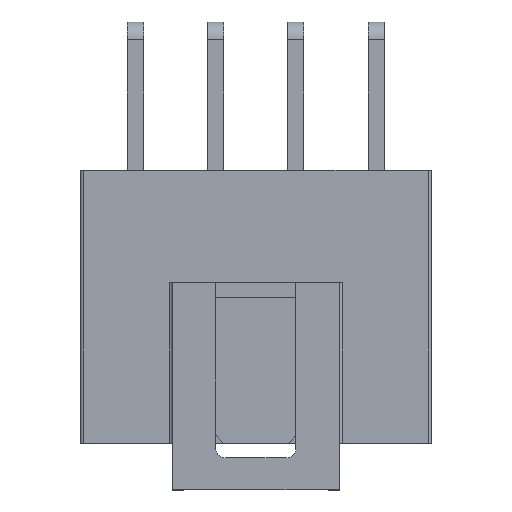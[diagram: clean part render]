
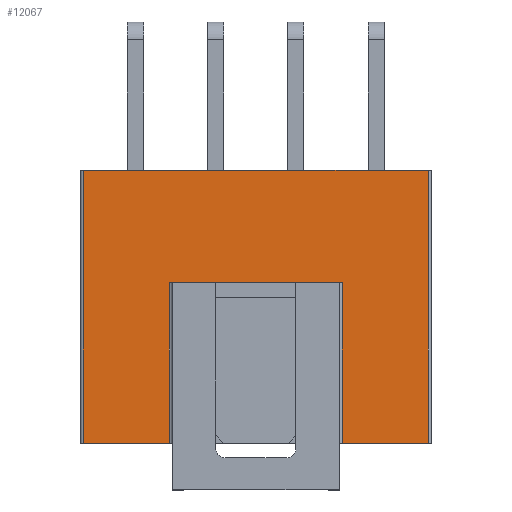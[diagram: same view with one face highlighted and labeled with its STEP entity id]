
A CAD part, top view. The second image highlights one B-rep face of the part: STEP entity #12067.
In plain terms, the highlighted planar face has unit normal (0, 0, 1).
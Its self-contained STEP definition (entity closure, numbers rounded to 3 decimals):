
#429 = VECTOR ( 'NONE', #21416, 1000. ) ;
#625 = ORIENTED_EDGE ( 'NONE', *, *, #17479, .T. ) ;
#704 = DIRECTION ( 'NONE',  ( 0., 1., 0. ) ) ;
#968 = CARTESIAN_POINT ( 'NONE',  ( -5.37, -4.25, 3.14 ) ) ;
#1072 = EDGE_CURVE ( 'NONE', #6891, #4859, #7586, .T. ) ;
#1106 = CARTESIAN_POINT ( 'NONE',  ( 2.7, 0.75, 3.14 ) ) ;
#1126 = CARTESIAN_POINT ( 'NONE',  ( 5.37, 4.25, 3.14 ) ) ;
#1585 = CARTESIAN_POINT ( 'NONE',  ( 2.7, -4.25, 3.14 ) ) ;
#1748 = CARTESIAN_POINT ( 'NONE',  ( -2.7, 0.75, 3.14 ) ) ;
#1765 = DIRECTION ( 'NONE',  ( 0., -1., 0. ) ) ;
#1835 = CARTESIAN_POINT ( 'NONE',  ( 2.6, 0.75, 3.14 ) ) ;
#3516 = ORIENTED_EDGE ( 'NONE', *, *, #16811, .T. ) ;
#3960 = VERTEX_POINT ( 'NONE', #10747 ) ;
#3962 = VERTEX_POINT ( 'NONE', #17657 ) ;
#4050 = EDGE_CURVE ( 'NONE', #5664, #10304, #9407, .T. ) ;
#4590 = FACE_OUTER_BOUND ( 'NONE', #12611, .T. ) ;
#4859 = VERTEX_POINT ( 'NONE', #16841 ) ;
#5433 = LINE ( 'NONE', #12347, #18350 ) ;
#5547 = VECTOR ( 'NONE', #1765, 1000. ) ;
#5655 = CARTESIAN_POINT ( 'NONE',  ( 5.37, 4.25, 3.14 ) ) ;
#5664 = VERTEX_POINT ( 'NONE', #8868 ) ;
#5950 = EDGE_CURVE ( 'NONE', #3962, #3960, #8387, .T. ) ;
#6891 = VERTEX_POINT ( 'NONE', #1126 ) ;
#7586 = LINE ( 'NONE', #14493, #429 ) ;
#8229 = CARTESIAN_POINT ( 'NONE',  ( 0., 0., 3.14 ) ) ;
#8387 = LINE ( 'NONE', #15288, #20677 ) ;
#8557 = DIRECTION ( 'NONE',  ( 0., -1., 0. ) ) ;
#8812 = DIRECTION ( 'NONE',  ( -1., 0., 0. ) ) ;
#8868 = CARTESIAN_POINT ( 'NONE',  ( -2.7, -4.25, 3.14 ) ) ;
#9407 = LINE ( 'NONE', #16279, #12977 ) ;
#9479 = EDGE_CURVE ( 'NONE', #12405, #10304, #17411, .T. ) ;
#10158 = VERTEX_POINT ( 'NONE', #968 ) ;
#10304 = VERTEX_POINT ( 'NONE', #1748 ) ;
#10437 = LINE ( 'NONE', #17347, #5547 ) ;
#10747 = CARTESIAN_POINT ( 'NONE',  ( 5.37, -4.25, 3.14 ) ) ;
#11063 = VECTOR ( 'NONE', #12574, 1000. ) ;
#11114 = EDGE_CURVE ( 'NONE', #3960, #6891, #21198, .T. ) ;
#11510 = PLANE ( 'NONE',  #22522 ) ;
#11844 = ORIENTED_EDGE ( 'NONE', *, *, #9479, .F. ) ;
#12067 = ADVANCED_FACE ( 'NONE', ( #4590 ), #11510, .F. ) ;
#12124 = ORIENTED_EDGE ( 'NONE', *, *, #4050, .T. ) ;
#12347 = CARTESIAN_POINT ( 'NONE',  ( -5.47, -4.25, 3.14 ) ) ;
#12405 = VERTEX_POINT ( 'NONE', #1106 ) ;
#12574 = DIRECTION ( 'NONE',  ( 0., 1., 0. ) ) ;
#12611 = EDGE_LOOP ( 'NONE', ( #11844, #625, #19958, #20069, #14507, #3516, #20925, #12124 ) ) ;
#12977 = VECTOR ( 'NONE', #704, 1000. ) ;
#14493 = CARTESIAN_POINT ( 'NONE',  ( -5.47, 4.25, 3.14 ) ) ;
#14507 = ORIENTED_EDGE ( 'NONE', *, *, #1072, .T. ) ;
#15141 = DIRECTION ( 'NONE',  ( 0., 0., -1. ) ) ;
#15288 = CARTESIAN_POINT ( 'NONE',  ( -5.47, -4.25, 3.14 ) ) ;
#15768 = VECTOR ( 'NONE', #8557, 1000. ) ;
#16279 = CARTESIAN_POINT ( 'NONE',  ( -2.7, 0., 3.14 ) ) ;
#16811 = EDGE_CURVE ( 'NONE', #4859, #10158, #10437, .T. ) ;
#16841 = CARTESIAN_POINT ( 'NONE',  ( -5.37, 4.25, 3.14 ) ) ;
#17167 = LINE ( 'NONE', #1585, #15768 ) ;
#17347 = CARTESIAN_POINT ( 'NONE',  ( -5.37, -4.25, 3.14 ) ) ;
#17411 = LINE ( 'NONE', #1835, #17684 ) ;
#17479 = EDGE_CURVE ( 'NONE', #12405, #3962, #17167, .T. ) ;
#17657 = CARTESIAN_POINT ( 'NONE',  ( 2.7, -4.25, 3.14 ) ) ;
#17684 = VECTOR ( 'NONE', #8812, 1000. ) ;
#17805 = EDGE_CURVE ( 'NONE', #10158, #5664, #5433, .T. ) ;
#18350 = VECTOR ( 'NONE', #19265, 1000. ) ;
#19265 = DIRECTION ( 'NONE',  ( 1., 0., 0. ) ) ;
#19958 = ORIENTED_EDGE ( 'NONE', *, *, #5950, .T. ) ;
#20069 = ORIENTED_EDGE ( 'NONE', *, *, #11114, .T. ) ;
#20677 = VECTOR ( 'NONE', #22226, 1000. ) ;
#20925 = ORIENTED_EDGE ( 'NONE', *, *, #17805, .T. ) ;
#21198 = LINE ( 'NONE', #5655, #11063 ) ;
#21416 = DIRECTION ( 'NONE',  ( -1., 0., 0. ) ) ;
#22067 = DIRECTION ( 'NONE',  ( -1., 0., 0. ) ) ;
#22226 = DIRECTION ( 'NONE',  ( 1., 0., 0. ) ) ;
#22522 = AXIS2_PLACEMENT_3D ( 'NONE', #8229, #15141, #22067 ) ;
